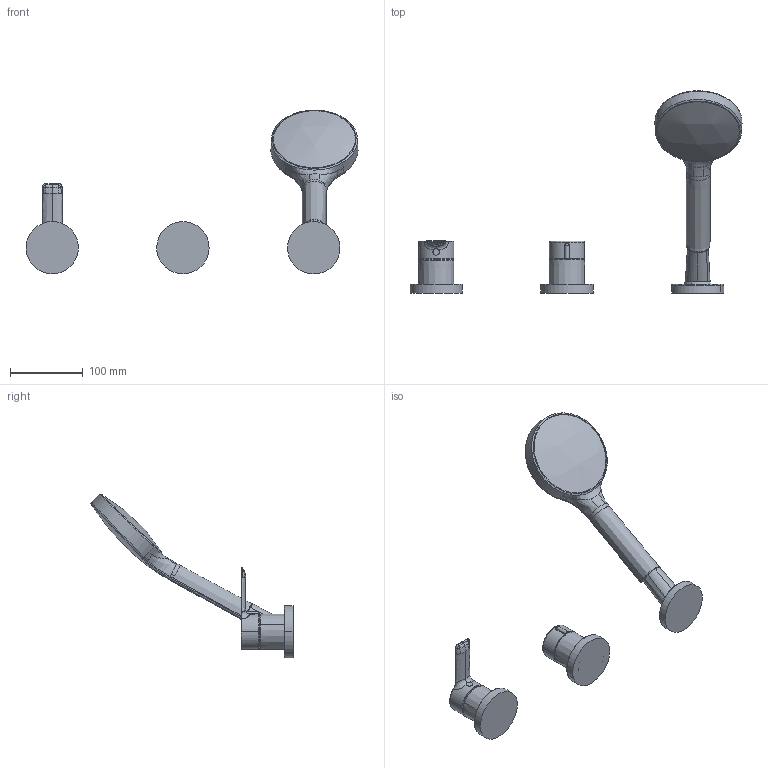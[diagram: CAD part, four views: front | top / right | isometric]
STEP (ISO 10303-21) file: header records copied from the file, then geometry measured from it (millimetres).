
FILE_DESCRIPTION (( 'STEP AP203' ), '1' );
FILE_NAME ('06439473.STEP', '2020-04-20T11:36:16', ( '' ), ( '' ), 'SwSTEP 2.0', 'SolidWorks 2016', '' );
FILE_SCHEMA (( 'CONFIG_CONTROL_DESIGN' ));
Length unit declared in the file: millimetre
Products named in the file (1): 06439473
Bounding box: 456.96 x 278.13 x 225.47 mm (x, y, z)
Volume: 913793.7 mm3; surface area: 127535.8 mm2
Topology: 9 solids, 9 shells, 147 faces, 318 edges, 192 vertices
Faces by surface type: bspline 69, cylinder 26, plane 23, torus 16, sphere 7, cone 6
Entity records: 13052 total; most frequent: CARTESIAN_POINT 10221, ORIENTED_EDGE 632, DIRECTION 463, EDGE_CURVE 316, AXIS2_PLACEMENT_3D 207, VERTEX_POINT 192, EDGE_LOOP 152, FACE_OUTER_BOUND 147
